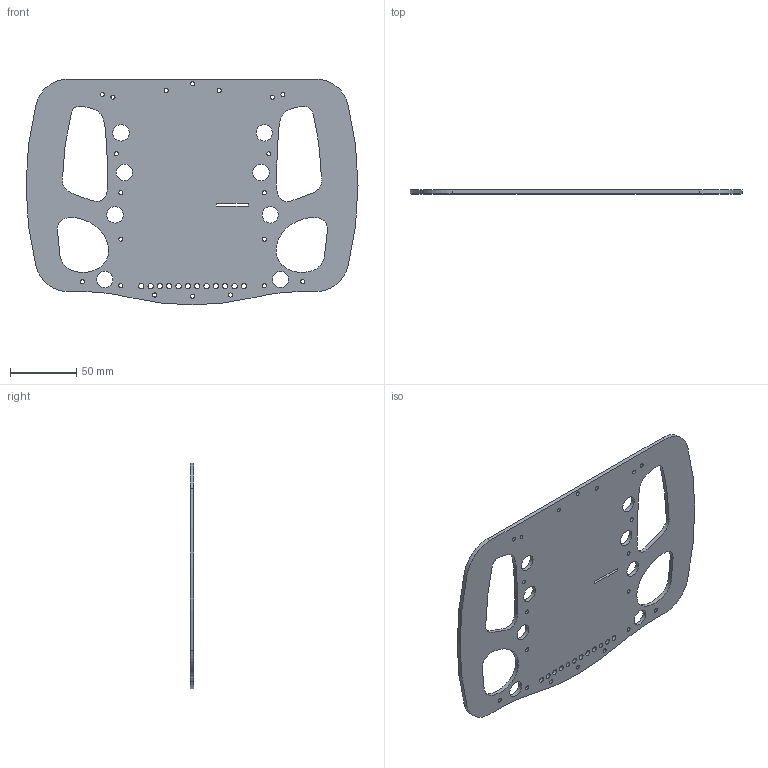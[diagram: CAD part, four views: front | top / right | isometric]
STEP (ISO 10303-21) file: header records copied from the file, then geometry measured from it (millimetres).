
FILE_DESCRIPTION(/* description */ (''),/* implementation_level */ '2;1');
FILE_NAME(/* name */ '',/* time_stamp */ '2023-02-06T16:59:05+08:00',/* author */ (''),/* organization */ (''),/* preprocessor_version */ 'ST-DEVELOPER v19.2',/* originating_system */ 'Autodesk Translation Framework v11.17.0.187',/* authorisation */ '');
FILE_SCHEMA (('AUTOMOTIVE_DESIGN { 1 0 10303 214 3 1 1 }'));
Length unit declared in the file: millimetre
Products named in the file (1): 顶板主体
Bounding box: 250 x 3 x 170 mm (x, y, z)
Volume: 93426.1 mm3; surface area: 68846.9 mm2
Topology: 1 solids, 1 shells, 64 faces, 186 edges, 124 vertices
Faces by surface type: cylinder 49, plane 9, bspline 6
Full cylindrical faces by diameter (mm): 3.1 x20, 4 x12, 12.4 x8
Entity records: 3040 total; most frequent: CARTESIAN_POINT 1069, DIRECTION 390, ORIENTED_EDGE 372, EDGE_CURVE 186, AXIS2_PLACEMENT_3D 157, EDGE_LOOP 154, VERTEX_POINT 124, CIRCLE 98
